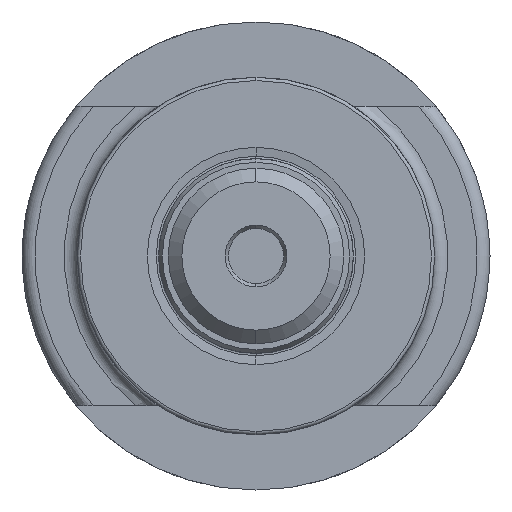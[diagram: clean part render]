
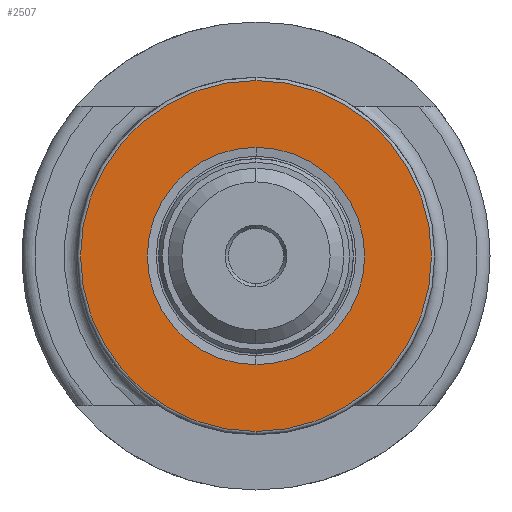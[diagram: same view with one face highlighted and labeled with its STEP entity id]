
A CAD part, left-side view. The second image highlights one B-rep face of the part: STEP entity #2507.
In plain terms, the highlighted planar face has unit normal (-1, 0, 0).
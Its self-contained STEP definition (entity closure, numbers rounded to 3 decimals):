
#316 = ORIENTED_EDGE ( 'NONE', *, *, #1177, .T. ) ;
#461 = EDGE_CURVE ( 'NONE', #6085, #2123, #3455, .T. ) ;
#618 = DIRECTION ( 'NONE',  ( 0., 0., -1. ) ) ;
#836 = FACE_BOUND ( 'NONE', #3284, .T. ) ;
#885 = CARTESIAN_POINT ( 'NONE',  ( 0., 0., 0. ) ) ;
#899 = FACE_OUTER_BOUND ( 'NONE', #4484, .T. ) ;
#935 = EDGE_CURVE ( 'NONE', #2532, #4517, #5383, .T. ) ;
#1070 = DIRECTION ( 'NONE',  ( 1., 0., 0. ) ) ;
#1177 = EDGE_CURVE ( 'NONE', #2123, #6085, #1781, .T. ) ;
#1179 = AXIS2_PLACEMENT_3D ( 'NONE', #4393, #4736, #5767 ) ;
#1353 = CARTESIAN_POINT ( 'NONE',  ( 0., 0., 27. ) ) ;
#1431 = AXIS2_PLACEMENT_3D ( 'NONE', #2145, #4047, #618 ) ;
#1781 = CIRCLE ( 'NONE', #1179, 16.715 ) ;
#1824 = ORIENTED_EDGE ( 'NONE', *, *, #5838, .F. ) ;
#1876 = ORIENTED_EDGE ( 'NONE', *, *, #935, .F. ) ;
#1980 = DIRECTION ( 'NONE',  ( 0., 0., -1. ) ) ;
#2123 = VERTEX_POINT ( 'NONE', #3508 ) ;
#2145 = CARTESIAN_POINT ( 'NONE',  ( 0., 0., 0. ) ) ;
#2324 = DIRECTION ( 'NONE',  ( 0., 0., -1. ) ) ;
#2507 = ADVANCED_FACE ( 'NONE', ( #836, #899 ), #5127, .T. ) ;
#2532 = VERTEX_POINT ( 'NONE', #5547 ) ;
#2647 = AXIS2_PLACEMENT_3D ( 'NONE', #885, #5262, #2324 ) ;
#2669 = DIRECTION ( 'NONE',  ( -1., 0., 0. ) ) ;
#2802 = CARTESIAN_POINT ( 'NONE',  ( 0., 16.715, 0. ) ) ;
#2880 = AXIS2_PLACEMENT_3D ( 'NONE', #3450, #1070, #1980 ) ;
#3284 = EDGE_LOOP ( 'NONE', ( #5107, #316 ) ) ;
#3450 = CARTESIAN_POINT ( 'NONE',  ( 0., 0., 0. ) ) ;
#3455 = CIRCLE ( 'NONE', #2647, 16.715 ) ;
#3508 = CARTESIAN_POINT ( 'NONE',  ( 0., 0., -16.715 ) ) ;
#3772 = DIRECTION ( 'NONE',  ( 0., 0., 1. ) ) ;
#4047 = DIRECTION ( 'NONE',  ( 1., 0., 0. ) ) ;
#4393 = CARTESIAN_POINT ( 'NONE',  ( 0., 0., 0. ) ) ;
#4484 = EDGE_LOOP ( 'NONE', ( #1876, #1824 ) ) ;
#4517 = VERTEX_POINT ( 'NONE', #1353 ) ;
#4736 = DIRECTION ( 'NONE',  ( 1., 0., 0. ) ) ;
#5086 = AXIS2_PLACEMENT_3D ( 'NONE', #2802, #2669, #3772 ) ;
#5107 = ORIENTED_EDGE ( 'NONE', *, *, #461, .T. ) ;
#5127 = PLANE ( 'NONE',  #5086 ) ;
#5262 = DIRECTION ( 'NONE',  ( 1., 0., 0. ) ) ;
#5383 = CIRCLE ( 'NONE', #2880, 27. ) ;
#5547 = CARTESIAN_POINT ( 'NONE',  ( 0., 0., -27. ) ) ;
#5609 = CARTESIAN_POINT ( 'NONE',  ( 0., 0., 16.715 ) ) ;
#5767 = DIRECTION ( 'NONE',  ( 0., 0., -1. ) ) ;
#5838 = EDGE_CURVE ( 'NONE', #4517, #2532, #5968, .T. ) ;
#5968 = CIRCLE ( 'NONE', #1431, 27. ) ;
#6085 = VERTEX_POINT ( 'NONE', #5609 ) ;
